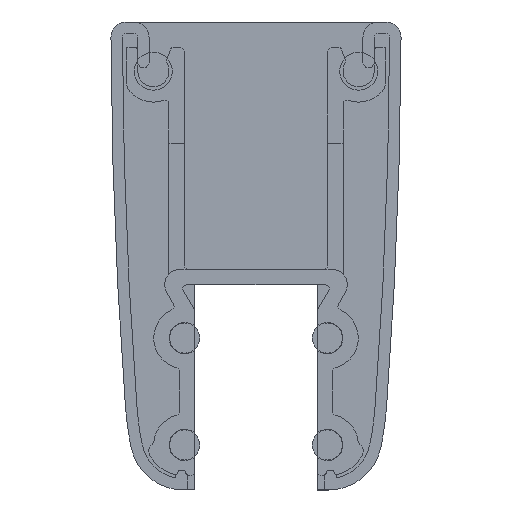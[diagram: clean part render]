
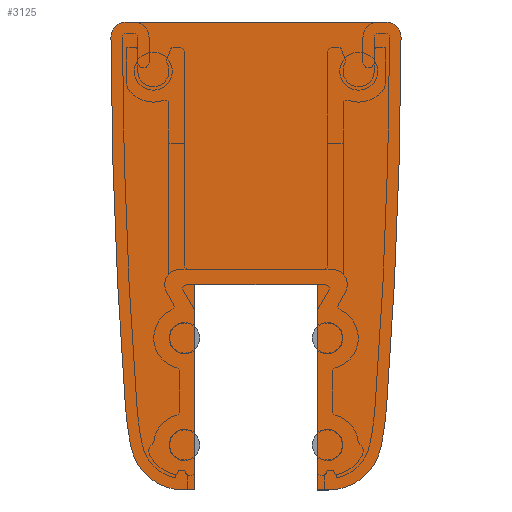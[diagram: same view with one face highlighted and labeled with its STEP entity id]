
A CAD part, left-side view. The second image highlights one B-rep face of the part: STEP entity #3125.
In plain terms, the highlighted planar face has unit normal (-1, 0, 0).
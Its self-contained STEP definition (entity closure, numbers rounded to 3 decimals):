
#252=PLANE('',#3662);
#378=FACE_OUTER_BOUND('',#543,.T.);
#543=EDGE_LOOP('',(#2660,#2661,#2662,#2663,#2664,#2665,#2666,#2667,#2668,
#2669,#2670,#2671,#2672,#2673));
#672=LINE('',#5016,#922);
#702=LINE('',#5103,#952);
#740=LINE('',#5270,#990);
#788=LINE('',#5464,#1038);
#796=LINE('',#5505,#1046);
#798=LINE('',#5508,#1048);
#922=VECTOR('',#4015,10.);
#952=VECTOR('',#4089,10.);
#990=VECTOR('',#4263,10.);
#1038=VECTOR('',#4459,10.);
#1046=VECTOR('',#4503,10.);
#1048=VECTOR('',#4507,10.);
#1158=CIRCLE('',#3468,2.);
#1161=CIRCLE('',#3472,670.);
#1163=CIRCLE('',#3475,42.);
#1165=CIRCLE('',#3478,7.);
#1275=CIRCLE('',#3642,2.);
#1284=CIRCLE('',#3656,670.);
#1285=CIRCLE('',#3658,42.);
#1286=CIRCLE('',#3660,7.);
#1381=VERTEX_POINT('',#4985);
#1382=VERTEX_POINT('',#4986);
#1386=VERTEX_POINT('',#4996);
#1388=VERTEX_POINT('',#5002);
#1390=VERTEX_POINT('',#5008);
#1392=VERTEX_POINT('',#5014);
#1426=VERTEX_POINT('',#5100);
#1427=VERTEX_POINT('',#5102);
#1559=VERTEX_POINT('',#5458);
#1560=VERTEX_POINT('',#5459);
#1572=VERTEX_POINT('',#5492);
#1573=VERTEX_POINT('',#5496);
#1574=VERTEX_POINT('',#5500);
#1575=VERTEX_POINT('',#5504);
#1702=EDGE_CURVE('',#1381,#1382,#1158,.T.);
#1708=EDGE_CURVE('',#1386,#1382,#1161,.T.);
#1711=EDGE_CURVE('',#1388,#1386,#1163,.T.);
#1714=EDGE_CURVE('',#1390,#1388,#1165,.T.);
#1717=EDGE_CURVE('',#1392,#1390,#672,.T.);
#1759=EDGE_CURVE('',#1426,#1427,#702,.T.);
#1845=EDGE_CURVE('',#1427,#1392,#740,.T.);
#1940=EDGE_CURVE('',#1559,#1560,#1275,.T.);
#1943=EDGE_CURVE('',#1559,#1381,#788,.T.);
#1956=EDGE_CURVE('',#1572,#1560,#1284,.T.);
#1958=EDGE_CURVE('',#1573,#1572,#1285,.T.);
#1960=EDGE_CURVE('',#1574,#1573,#1286,.T.);
#1962=EDGE_CURVE('',#1575,#1574,#796,.T.);
#1964=EDGE_CURVE('',#1426,#1575,#798,.T.);
#2660=ORIENTED_EDGE('',*,*,#1940,.F.);
#2661=ORIENTED_EDGE('',*,*,#1943,.T.);
#2662=ORIENTED_EDGE('',*,*,#1702,.T.);
#2663=ORIENTED_EDGE('',*,*,#1708,.F.);
#2664=ORIENTED_EDGE('',*,*,#1711,.F.);
#2665=ORIENTED_EDGE('',*,*,#1714,.F.);
#2666=ORIENTED_EDGE('',*,*,#1717,.F.);
#2667=ORIENTED_EDGE('',*,*,#1845,.F.);
#2668=ORIENTED_EDGE('',*,*,#1759,.F.);
#2669=ORIENTED_EDGE('',*,*,#1964,.T.);
#2670=ORIENTED_EDGE('',*,*,#1962,.T.);
#2671=ORIENTED_EDGE('',*,*,#1960,.T.);
#2672=ORIENTED_EDGE('',*,*,#1958,.T.);
#2673=ORIENTED_EDGE('',*,*,#1956,.T.);
#3125=ADVANCED_FACE('',(#378),#252,.F.);
#3468=AXIS2_PLACEMENT_3D('',#4987,#3984,#3985);
#3472=AXIS2_PLACEMENT_3D('',#4998,#3995,#3996);
#3475=AXIS2_PLACEMENT_3D('',#5004,#4002,#4003);
#3478=AXIS2_PLACEMENT_3D('',#5010,#4009,#4010);
#3642=AXIS2_PLACEMENT_3D('',#5460,#4453,#4454);
#3656=AXIS2_PLACEMENT_3D('',#5493,#4488,#4489);
#3658=AXIS2_PLACEMENT_3D('',#5497,#4493,#4494);
#3660=AXIS2_PLACEMENT_3D('',#5501,#4498,#4499);
#3662=AXIS2_PLACEMENT_3D('',#5507,#4505,#4506);
#3984=DIRECTION('center_axis',(-1.,0.,0.));
#3985=DIRECTION('ref_axis',(0.,0.708,0.706));
#3995=DIRECTION('center_axis',(1.,0.,0.));
#3996=DIRECTION('ref_axis',(0.,0.997,-0.075));
#4002=DIRECTION('center_axis',(1.,0.,0.));
#4003=DIRECTION('ref_axis',(0.,0.979,-0.202));
#4009=DIRECTION('center_axis',(1.,0.,0.));
#4010=DIRECTION('ref_axis',(0.,0.,-1.));
#4015=DIRECTION('',(0.,1.,0.));
#4089=DIRECTION('',(0.,1.,0.));
#4263=DIRECTION('',(0.,0.,-1.));
#4453=DIRECTION('center_axis',(1.,0.,0.));
#4454=DIRECTION('ref_axis',(0.,-0.708,0.706));
#4459=DIRECTION('',(0.,1.,0.));
#4488=DIRECTION('center_axis',(-1.,0.,0.));
#4489=DIRECTION('ref_axis',(0.,-0.997,-0.075));
#4493=DIRECTION('center_axis',(-1.,0.,0.));
#4494=DIRECTION('ref_axis',(0.,-0.979,-0.202));
#4498=DIRECTION('center_axis',(-1.,0.,0.));
#4499=DIRECTION('ref_axis',(0.,0.,-1.));
#4503=DIRECTION('',(0.,-1.,0.));
#4505=DIRECTION('center_axis',(1.,0.,0.));
#4506=DIRECTION('ref_axis',(0.,0.,-1.));
#4507=DIRECTION('',(0.,0.,-1.));
#4985=CARTESIAN_POINT('',(-17.,16.997,3.4));
#4986=CARTESIAN_POINT('',(-17.,18.997,1.394));
#4987=CARTESIAN_POINT('Origin',(-17.,16.997,1.4));
#4996=CARTESIAN_POINT('',(-17.,17.102,-46.989));
#4998=CARTESIAN_POINT('Origin',(-17.,-651.,3.4));
#5002=CARTESIAN_POINT('',(-17.,16.356,-52.314));
#5004=CARTESIAN_POINT('Origin',(-17.,-24.779,-43.83));
#5008=CARTESIAN_POINT('',(-17.,9.5,-57.9));
#5010=CARTESIAN_POINT('Origin',(-17.,9.5,-50.9));
#5014=CARTESIAN_POINT('',(-17.,8.,-57.9));
#5016=CARTESIAN_POINT('',(-17.,8.,-57.9));
#5100=CARTESIAN_POINT('',(-17.,-8.,-31.));
#5102=CARTESIAN_POINT('',(-17.,8.,-31.));
#5103=CARTESIAN_POINT('',(-17.,0.,-31.));
#5270=CARTESIAN_POINT('',(-17.,8.,-31.));
#5458=CARTESIAN_POINT('',(-17.,-16.997,3.4));
#5459=CARTESIAN_POINT('',(-17.,-18.997,1.394));
#5460=CARTESIAN_POINT('Origin',(-17.,-16.997,1.4));
#5464=CARTESIAN_POINT('',(-17.,-19.,3.4));
#5492=CARTESIAN_POINT('',(-17.,-17.102,-46.989));
#5493=CARTESIAN_POINT('Origin',(-17.,651.,3.4));
#5496=CARTESIAN_POINT('',(-17.,-16.356,-52.314));
#5497=CARTESIAN_POINT('Origin',(-17.,24.779,-43.83));
#5500=CARTESIAN_POINT('',(-17.,-9.5,-57.9));
#5501=CARTESIAN_POINT('Origin',(-17.,-9.5,-50.9));
#5504=CARTESIAN_POINT('',(-17.,-8.,-57.9));
#5505=CARTESIAN_POINT('',(-17.,-8.,-57.9));
#5507=CARTESIAN_POINT('Origin',(-17.,-9.253,-38.));
#5508=CARTESIAN_POINT('',(-17.,-8.,-31.));
